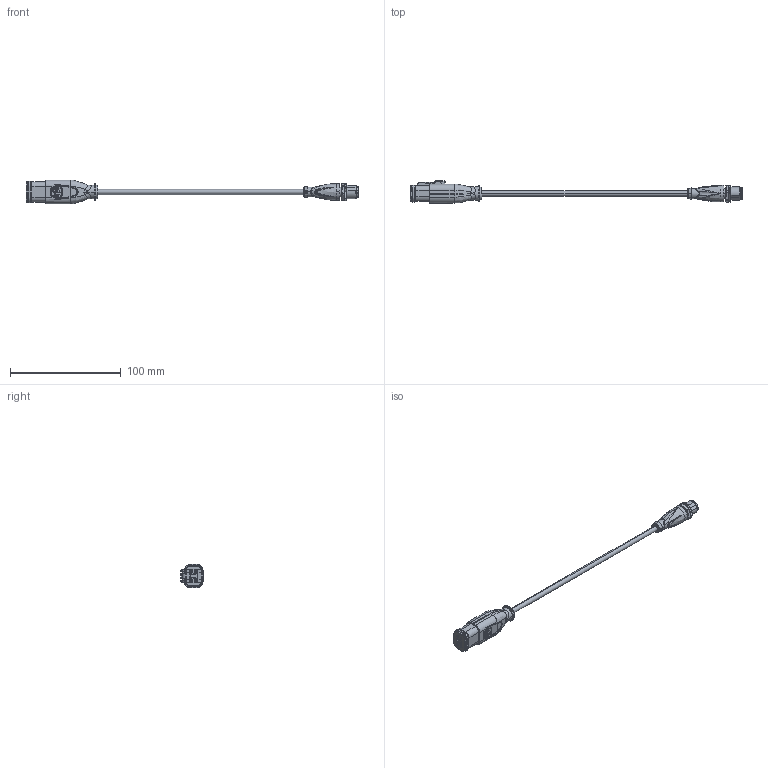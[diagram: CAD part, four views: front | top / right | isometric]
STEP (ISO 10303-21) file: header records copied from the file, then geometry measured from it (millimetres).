
FILE_DESCRIPTION((''),'2;1');
FILE_NAME('CAD-8595_ASM','2022-11-15T14:31:56',('creinig-se'),(''),'CREO PARAMETRIC BY PTC INC, 2019292','CREO PARAMETRIC BY PTC INC, 2019292','');
FILE_SCHEMA(('CONFIG_CONTROL_DESIGN','SHAPE_APPEARANCE_LAYERS_GROUPS'));
Products named in the file (4): CAD-7042_SW0001; CAD-8595_04DFM6_KABEL; CAD-8595_V15_G_HEAD_SW0001; CAD-8595_ASM
Assembly tree (3 placements, depth 2):
  CAD-8595_ASM
    CAD-7042_SW0001
    CAD-8595_04DFM6_KABEL
    CAD-8595_V15_G_HEAD_SW0001
Bounding box: 299.57 x 19.89 x 21.57 mm (x, y, z)
Volume: 26103.4 mm3; surface area: 13444.2 mm2
Topology: 3 solids, 3 shells, 2082 faces, 5904 edges, 3746 vertices
Faces by surface type: plane 838, cylinder 523, bspline 405, torus 216, cone 76, sphere 20, extrusion 4
Entity records: 191152 total; most frequent: CARTESIAN_POINT 120352, ORIENTED_EDGE 11648, DIRECTION 9244, EDGE_CURVE 5824, PRESENTATION_STYLE_ASSIGNMENT 5378, STYLED_ITEM 5136, CURVE_STYLE 4691, VERTEX_POINT 3746
